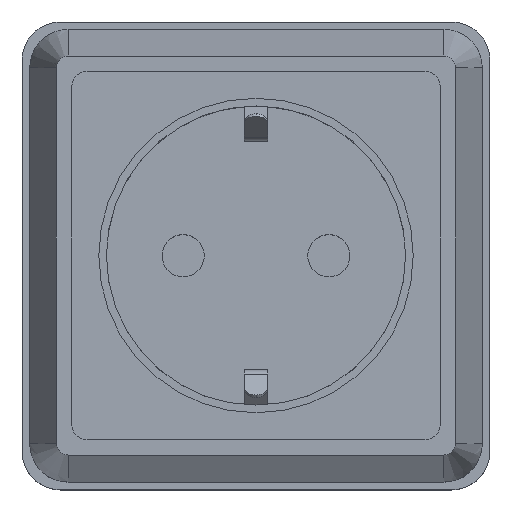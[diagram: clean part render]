
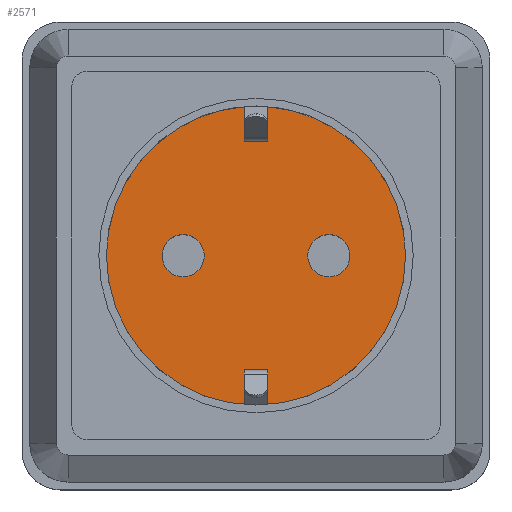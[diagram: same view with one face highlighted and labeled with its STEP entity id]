
A CAD part, top view. The second image highlights one B-rep face of the part: STEP entity #2571.
In plain terms, the highlighted planar face has unit normal (0, 0, 1).
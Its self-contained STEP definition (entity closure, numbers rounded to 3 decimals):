
#6 = DIRECTION ( 'NONE',  ( 0., 0., 1. ) ) ;
#7 = VERTEX_POINT ( 'NONE', #1421 ) ;
#26 = CARTESIAN_POINT ( 'NONE',  ( 1.5, 19.442, 24. ) ) ;
#128 = VECTOR ( 'NONE', #1526, 1000. ) ;
#131 = AXIS2_PLACEMENT_3D ( 'NONE', #232, #1919, #473 ) ;
#167 = DIRECTION ( 'NONE',  ( 1., 0., 0. ) ) ;
#190 = CARTESIAN_POINT ( 'NONE',  ( -1.5, 0., 24. ) ) ;
#232 = CARTESIAN_POINT ( 'NONE',  ( 0., 0., 24. ) ) ;
#245 = CARTESIAN_POINT ( 'NONE',  ( -1.5, -19.442, 24. ) ) ;
#263 = ORIENTED_EDGE ( 'NONE', *, *, #1486, .F. ) ;
#375 = CARTESIAN_POINT ( 'NONE',  ( 1.5, -19.442, 24. ) ) ;
#384 = LINE ( 'NONE', #2323, #945 ) ;
#416 = VERTEX_POINT ( 'NONE', #798 ) ;
#438 = ORIENTED_EDGE ( 'NONE', *, *, #1657, .F. ) ;
#441 = DIRECTION ( 'NONE',  ( 0., -1., 0. ) ) ;
#457 = EDGE_CURVE ( 'NONE', #2499, #1279, #1864, .T. ) ;
#473 = DIRECTION ( 'NONE',  ( 1., 0., 0. ) ) ;
#513 = LINE ( 'NONE', #2244, #1722 ) ;
#616 = EDGE_LOOP ( 'NONE', ( #2446 ) ) ;
#713 = VERTEX_POINT ( 'NONE', #245 ) ;
#723 = LINE ( 'NONE', #1054, #2509 ) ;
#742 = CARTESIAN_POINT ( 'NONE',  ( 9.5, 0., 24. ) ) ;
#754 = CIRCLE ( 'NONE', #2256, 19.5 ) ;
#796 = FACE_BOUND ( 'NONE', #1347, .T. ) ;
#798 = CARTESIAN_POINT ( 'NONE',  ( -1.5, -19.059, 24. ) ) ;
#847 = CARTESIAN_POINT ( 'NONE',  ( 0., 19.059, 24. ) ) ;
#869 = FACE_OUTER_BOUND ( 'NONE', #2918, .T. ) ;
#945 = VECTOR ( 'NONE', #1117, 1000. ) ;
#949 = CARTESIAN_POINT ( 'NONE',  ( 0., 0., 24. ) ) ;
#968 = EDGE_CURVE ( 'NONE', #416, #2925, #384, .T. ) ;
#983 = VECTOR ( 'NONE', #441, 1000. ) ;
#987 = DIRECTION ( 'NONE',  ( -1., 0., 0. ) ) ;
#1054 = CARTESIAN_POINT ( 'NONE',  ( 1.5, 0., 24. ) ) ;
#1081 = EDGE_CURVE ( 'NONE', #1379, #1773, #1467, .T. ) ;
#1117 = DIRECTION ( 'NONE',  ( 1., 0., 0. ) ) ;
#1132 = CIRCLE ( 'NONE', #2099, 2.75 ) ;
#1195 = DIRECTION ( 'NONE',  ( 1., 0., 0. ) ) ;
#1279 = VERTEX_POINT ( 'NONE', #26 ) ;
#1347 = EDGE_LOOP ( 'NONE', ( #263 ) ) ;
#1367 = PLANE ( 'NONE',  #2649 ) ;
#1379 = VERTEX_POINT ( 'NONE', #2272 ) ;
#1421 = CARTESIAN_POINT ( 'NONE',  ( -6.75, 0., 24. ) ) ;
#1425 = ORIENTED_EDGE ( 'NONE', *, *, #1081, .T. ) ;
#1451 = CARTESIAN_POINT ( 'NONE',  ( -9.5, 0., 24. ) ) ;
#1467 = LINE ( 'NONE', #847, #2780 ) ;
#1486 = EDGE_CURVE ( 'NONE', #1944, #1944, #1132, .T. ) ;
#1510 = ORIENTED_EDGE ( 'NONE', *, *, #2715, .F. ) ;
#1526 = DIRECTION ( 'NONE',  ( 0., 1., 0. ) ) ;
#1549 = CARTESIAN_POINT ( 'NONE',  ( 1.5, -19.059, 24. ) ) ;
#1622 = DIRECTION ( 'NONE',  ( 0., 0., 1. ) ) ;
#1657 = EDGE_CURVE ( 'NONE', #2499, #2925, #513, .T. ) ;
#1703 = DIRECTION ( 'NONE',  ( 1., 0., 0. ) ) ;
#1722 = VECTOR ( 'NONE', #2491, 1000. ) ;
#1773 = VERTEX_POINT ( 'NONE', #2453 ) ;
#1776 = ORIENTED_EDGE ( 'NONE', *, *, #2801, .T. ) ;
#1790 = DIRECTION ( 'NONE',  ( 0., -1., 0. ) ) ;
#1797 = VERTEX_POINT ( 'NONE', #2220 ) ;
#1849 = EDGE_CURVE ( 'NONE', #713, #416, #1989, .T. ) ;
#1864 = CIRCLE ( 'NONE', #131, 19.5 ) ;
#1919 = DIRECTION ( 'NONE',  ( 0., 0., 1. ) ) ;
#1944 = VERTEX_POINT ( 'NONE', #2640 ) ;
#1989 = LINE ( 'NONE', #3005, #128 ) ;
#2007 = ORIENTED_EDGE ( 'NONE', *, *, #1849, .T. ) ;
#2099 = AXIS2_PLACEMENT_3D ( 'NONE', #742, #2441, #987 ) ;
#2220 = CARTESIAN_POINT ( 'NONE',  ( -1.5, 19.442, 24. ) ) ;
#2244 = CARTESIAN_POINT ( 'NONE',  ( 1.5, 0., 24. ) ) ;
#2256 = AXIS2_PLACEMENT_3D ( 'NONE', #949, #2653, #1195 ) ;
#2262 = ORIENTED_EDGE ( 'NONE', *, *, #2267, .T. ) ;
#2267 = EDGE_CURVE ( 'NONE', #1279, #1379, #723, .T. ) ;
#2272 = CARTESIAN_POINT ( 'NONE',  ( 1.5, 19.059, 24. ) ) ;
#2323 = CARTESIAN_POINT ( 'NONE',  ( 0., -19.059, 24. ) ) ;
#2341 = ORIENTED_EDGE ( 'NONE', *, *, #968, .T. ) ;
#2361 = EDGE_CURVE ( 'NONE', #7, #7, #2708, .T. ) ;
#2441 = DIRECTION ( 'NONE',  ( 0., 0., 1. ) ) ;
#2446 = ORIENTED_EDGE ( 'NONE', *, *, #2361, .F. ) ;
#2453 = CARTESIAN_POINT ( 'NONE',  ( -1.5, 19.059, 24. ) ) ;
#2491 = DIRECTION ( 'NONE',  ( 0., 1., 0. ) ) ;
#2499 = VERTEX_POINT ( 'NONE', #375 ) ;
#2509 = VECTOR ( 'NONE', #1790, 1000. ) ;
#2546 = DIRECTION ( 'NONE',  ( -1., 0., 0. ) ) ;
#2571 = ADVANCED_FACE ( 'NONE', ( #869, #2750, #796 ), #1367, .T. ) ;
#2585 = CARTESIAN_POINT ( 'NONE',  ( 0., 0., 24. ) ) ;
#2630 = ORIENTED_EDGE ( 'NONE', *, *, #457, .T. ) ;
#2640 = CARTESIAN_POINT ( 'NONE',  ( 6.75, 0., 24. ) ) ;
#2649 = AXIS2_PLACEMENT_3D ( 'NONE', #2585, #1622, #167 ) ;
#2653 = DIRECTION ( 'NONE',  ( 0., 0., 1. ) ) ;
#2708 = CIRCLE ( 'NONE', #3065, 2.75 ) ;
#2715 = EDGE_CURVE ( 'NONE', #1797, #1773, #2940, .T. ) ;
#2750 = FACE_BOUND ( 'NONE', #616, .T. ) ;
#2780 = VECTOR ( 'NONE', #2546, 1000. ) ;
#2801 = EDGE_CURVE ( 'NONE', #1797, #713, #754, .T. ) ;
#2918 = EDGE_LOOP ( 'NONE', ( #438, #2630, #2262, #1425, #1510, #1776, #2007, #2341 ) ) ;
#2925 = VERTEX_POINT ( 'NONE', #1549 ) ;
#2940 = LINE ( 'NONE', #190, #983 ) ;
#3005 = CARTESIAN_POINT ( 'NONE',  ( -1.5, 0., 24. ) ) ;
#3065 = AXIS2_PLACEMENT_3D ( 'NONE', #1451, #6, #1703 ) ;
